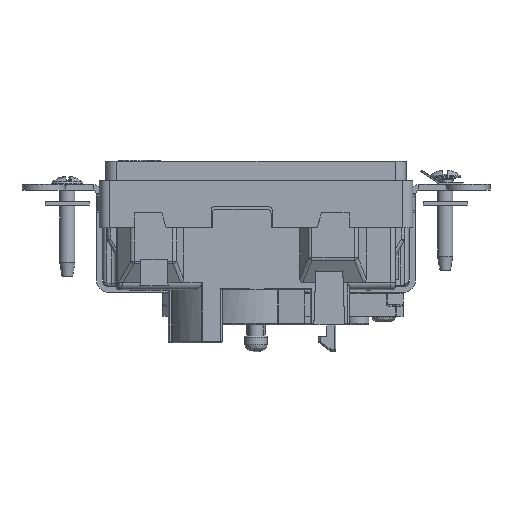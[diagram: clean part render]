
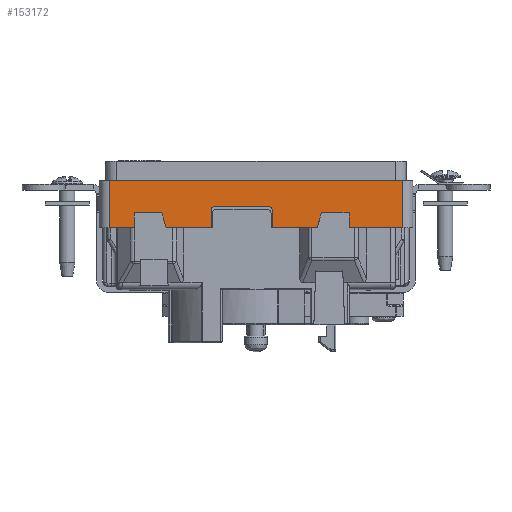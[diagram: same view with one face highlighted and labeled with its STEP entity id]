
A CAD part, left-side view. The second image highlights one B-rep face of the part: STEP entity #153172.
In plain terms, the highlighted planar face has unit normal (-1, 0, 0).
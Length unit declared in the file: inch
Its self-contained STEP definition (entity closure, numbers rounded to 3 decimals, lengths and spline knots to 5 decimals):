
#2496 = DIRECTION ( 'NONE',  ( 1., 0., 0. ) ) ;
#3585 = CARTESIAN_POINT ( 'NONE',  ( -0.66399, -1.27198, 0.41432 ) ) ;
#9596 = DIRECTION ( 'NONE',  ( 0., 0., 1. ) ) ;
#14203 = DIRECTION ( 'NONE',  ( 1., 0., 0. ) ) ;
#16789 = EDGE_CURVE ( 'NONE', #246399, #55566, #29311, .T. ) ;
#17332 = EDGE_CURVE ( 'NONE', #189365, #246399, #102133, .T. ) ;
#17334 = DIRECTION ( 'NONE',  ( 0., -1., 0. ) ) ;
#17349 = CARTESIAN_POINT ( 'NONE',  ( -0.66399, 1.27202, 0.005 ) ) ;
#26709 = CARTESIAN_POINT ( 'NONE',  ( -0.66399, 1.27214, 0.00488 ) ) ;
#29311 = LINE ( 'NONE', #142858, #184281 ) ;
#34457 = VECTOR ( 'NONE', #112560, 39.37008 ) ;
#36651 = EDGE_CURVE ( 'NONE', #86515, #189365, #83608, .T. ) ;
#36707 = CARTESIAN_POINT ( 'NONE',  ( -0.66399, 1.27214, 0.005 ) ) ;
#37975 = EDGE_CURVE ( 'NONE', #217320, #261423, #143127, .T. ) ;
#38436 = ORIENTED_EDGE ( 'NONE', *, *, #287473, .T. ) ;
#45727 = AXIS2_PLACEMENT_3D ( 'NONE', #142512, #2496, #182574 ) ;
#46634 = VECTOR ( 'NONE', #232208, 39.37008 ) ;
#49885 = VECTOR ( 'NONE', #9596, 39.37008 ) ;
#52981 = CARTESIAN_POINT ( 'NONE',  ( -0.66399, -0.53898, 0.005 ) ) ;
#55566 = VERTEX_POINT ( 'NONE', #181233 ) ;
#55757 = CIRCLE ( 'NONE', #230257, 0.03 ) ;
#57125 = VECTOR ( 'NONE', #185240, 39.37008 ) ;
#58712 = VECTOR ( 'NONE', #233183, 39.37008 ) ;
#69746 = CARTESIAN_POINT ( 'NONE',  ( -0.66399, 1.27214, 0.005 ) ) ;
#70263 = VERTEX_POINT ( 'NONE', #204968 ) ;
#70821 = PLANE ( 'NONE',  #143257 ) ;
#72886 = LINE ( 'NONE', #158628, #57125 ) ;
#74731 = LINE ( 'NONE', #185616, #212118 ) ;
#76482 = CARTESIAN_POINT ( 'NONE',  ( -0.66399, 0.36052, 0.1583 ) ) ;
#78683 = ORIENTED_EDGE ( 'NONE', *, *, #159882, .F. ) ;
#81208 = ORIENTED_EDGE ( 'NONE', *, *, #209989, .T. ) ;
#81937 = CARTESIAN_POINT ( 'NONE',  ( -0.66399, -0.74198, 0.005 ) ) ;
#83442 = EDGE_CURVE ( 'NONE', #218050, #168350, #176241, .T. ) ;
#83608 = LINE ( 'NONE', #107281, #234009 ) ;
#86515 = VERTEX_POINT ( 'NONE', #229801 ) ;
#102133 = CIRCLE ( 'NONE', #45727, 0.03 ) ;
#103459 = EDGE_CURVE ( 'NONE', #168350, #217320, #189712, .T. ) ;
#107281 = CARTESIAN_POINT ( 'NONE',  ( -0.66399, 1.27214, 0.1883 ) ) ;
#107708 = VECTOR ( 'NONE', #171900, 39.37008 ) ;
#112560 = DIRECTION ( 'NONE',  ( 0., -1., 0. ) ) ;
#114591 = ORIENTED_EDGE ( 'NONE', *, *, #83442, .T. ) ;
#116627 = DIRECTION ( 'NONE',  ( 0., -1., 0. ) ) ;
#118516 = CARTESIAN_POINT ( 'NONE',  ( -0.66399, -1.27198, 0.00488 ) ) ;
#118896 = CARTESIAN_POINT ( 'NONE',  ( -0.66399, 0.39052, 0.005 ) ) ;
#120686 = EDGE_CURVE ( 'NONE', #201785, #270714, #72886, .T. ) ;
#123807 = ORIENTED_EDGE ( 'NONE', *, *, #260808, .T. ) ;
#133190 = VERTEX_POINT ( 'NONE', #182295 ) ;
#133842 = EDGE_LOOP ( 'NONE', ( #147798, #250089, #187915, #253448, #164032, #38436, #81208, #203953, #123807, #260967, #78683, #114591, #291481, #205004 ) ) ;
#136832 = DIRECTION ( 'NONE',  ( 0., 0., 1. ) ) ;
#138757 = FACE_OUTER_BOUND ( 'NONE', #133842, .T. ) ;
#139666 = VECTOR ( 'NONE', #171014, 39.37008 ) ;
#142512 = CARTESIAN_POINT ( 'NONE',  ( -0.66399, -0.11048, 0.1583 ) ) ;
#142858 = CARTESIAN_POINT ( 'NONE',  ( -0.66399, -0.14048, 0.00488 ) ) ;
#143127 = LINE ( 'NONE', #231738, #58712 ) ;
#143257 = AXIS2_PLACEMENT_3D ( 'NONE', #26709, #162396, #116627 ) ;
#147798 = ORIENTED_EDGE ( 'NONE', *, *, #224816, .T. ) ;
#148383 = DIRECTION ( 'NONE',  ( 0., 1., 0. ) ) ;
#148464 = EDGE_CURVE ( 'NONE', #70263, #86515, #55757, .T. ) ;
#149316 = CARTESIAN_POINT ( 'NONE',  ( -0.66399, -0.14048, 0.1583 ) ) ;
#153172 = ADVANCED_FACE ( 'NONE', ( #138757 ), #70821, .T. ) ;
#154972 = CARTESIAN_POINT ( 'NONE',  ( -0.66399, -1.27198, 0.005 ) ) ;
#158628 = CARTESIAN_POINT ( 'NONE',  ( -0.66399, 1.27214, 0.005 ) ) ;
#159882 = EDGE_CURVE ( 'NONE', #218050, #133190, #74731, .T. ) ;
#161409 = LINE ( 'NONE', #118516, #46634 ) ;
#162396 = DIRECTION ( 'NONE',  ( -1., 0., 0. ) ) ;
#164032 = ORIENTED_EDGE ( 'NONE', *, *, #16789, .T. ) ;
#166530 = DIRECTION ( 'NONE',  ( 0., 0., 1. ) ) ;
#167662 = CARTESIAN_POINT ( 'NONE',  ( -0.66399, -0.11048, 0.1883 ) ) ;
#168350 = VERTEX_POINT ( 'NONE', #278427 ) ;
#171014 = DIRECTION ( 'NONE',  ( 0., -1., 0. ) ) ;
#171900 = DIRECTION ( 'NONE',  ( 0., -1., 0. ) ) ;
#176241 = LINE ( 'NONE', #241216, #34457 ) ;
#181233 = CARTESIAN_POINT ( 'NONE',  ( -0.66399, -0.14048, 0.005 ) ) ;
#182295 = CARTESIAN_POINT ( 'NONE',  ( -0.66399, 1.27202, 0.41432 ) ) ;
#182574 = DIRECTION ( 'NONE',  ( 0., 0., 1. ) ) ;
#184281 = VECTOR ( 'NONE', #210843, 39.37008 ) ;
#185240 = DIRECTION ( 'NONE',  ( 0., -1., 0. ) ) ;
#185616 = CARTESIAN_POINT ( 'NONE',  ( -0.66399, 1.27202, 0.41444 ) ) ;
#187915 = ORIENTED_EDGE ( 'NONE', *, *, #36651, .T. ) ;
#189365 = VERTEX_POINT ( 'NONE', #167662 ) ;
#189712 = LINE ( 'NONE', #211857, #107708 ) ;
#192756 = LINE ( 'NONE', #285819, #282361 ) ;
#201785 = VERTEX_POINT ( 'NONE', #81937 ) ;
#203953 = ORIENTED_EDGE ( 'NONE', *, *, #120686, .T. ) ;
#204968 = CARTESIAN_POINT ( 'NONE',  ( -0.66399, 0.39052, 0.1583 ) ) ;
#205004 = ORIENTED_EDGE ( 'NONE', *, *, #37975, .T. ) ;
#205101 = CARTESIAN_POINT ( 'NONE',  ( -0.66399, 0.78902, 0.005 ) ) ;
#208890 = CARTESIAN_POINT ( 'NONE',  ( -0.66399, 0.39052, 0.00488 ) ) ;
#209989 = EDGE_CURVE ( 'NONE', #233814, #201785, #252825, .T. ) ;
#210843 = DIRECTION ( 'NONE',  ( 0., 0., -1. ) ) ;
#211857 = CARTESIAN_POINT ( 'NONE',  ( -0.66399, 1.27214, 0.005 ) ) ;
#212118 = VECTOR ( 'NONE', #136832, 39.37008 ) ;
#217320 = VERTEX_POINT ( 'NONE', #205101 ) ;
#218050 = VERTEX_POINT ( 'NONE', #17349 ) ;
#224816 = EDGE_CURVE ( 'NONE', #261423, #70263, #276845, .T. ) ;
#229801 = CARTESIAN_POINT ( 'NONE',  ( -0.66399, 0.36052, 0.1883 ) ) ;
#230257 = AXIS2_PLACEMENT_3D ( 'NONE', #76482, #14203, #166530 ) ;
#231738 = CARTESIAN_POINT ( 'NONE',  ( -0.66399, 1.27214, 0.005 ) ) ;
#232208 = DIRECTION ( 'NONE',  ( 0., 0., 1. ) ) ;
#233183 = DIRECTION ( 'NONE',  ( 0., -1., 0. ) ) ;
#233814 = VERTEX_POINT ( 'NONE', #52981 ) ;
#234009 = VECTOR ( 'NONE', #17334, 39.37008 ) ;
#238918 = LINE ( 'NONE', #36707, #139666 ) ;
#238941 = EDGE_CURVE ( 'NONE', #263278, #133190, #192756, .T. ) ;
#241216 = CARTESIAN_POINT ( 'NONE',  ( -0.66399, 1.27214, 0.005 ) ) ;
#246342 = VECTOR ( 'NONE', #273580, 39.37008 ) ;
#246399 = VERTEX_POINT ( 'NONE', #149316 ) ;
#250089 = ORIENTED_EDGE ( 'NONE', *, *, #148464, .T. ) ;
#252825 = LINE ( 'NONE', #69746, #246342 ) ;
#253448 = ORIENTED_EDGE ( 'NONE', *, *, #17332, .T. ) ;
#260808 = EDGE_CURVE ( 'NONE', #270714, #263278, #161409, .T. ) ;
#260967 = ORIENTED_EDGE ( 'NONE', *, *, #238941, .T. ) ;
#261423 = VERTEX_POINT ( 'NONE', #118896 ) ;
#263278 = VERTEX_POINT ( 'NONE', #3585 ) ;
#270714 = VERTEX_POINT ( 'NONE', #154972 ) ;
#273580 = DIRECTION ( 'NONE',  ( 0., -1., 0. ) ) ;
#276845 = LINE ( 'NONE', #208890, #49885 ) ;
#278427 = CARTESIAN_POINT ( 'NONE',  ( -0.66399, 0.99202, 0.005 ) ) ;
#282361 = VECTOR ( 'NONE', #148383, 39.37008 ) ;
#285819 = CARTESIAN_POINT ( 'NONE',  ( -0.66399, 1.36514, 0.41432 ) ) ;
#287473 = EDGE_CURVE ( 'NONE', #55566, #233814, #238918, .T. ) ;
#291481 = ORIENTED_EDGE ( 'NONE', *, *, #103459, .T. ) ;
